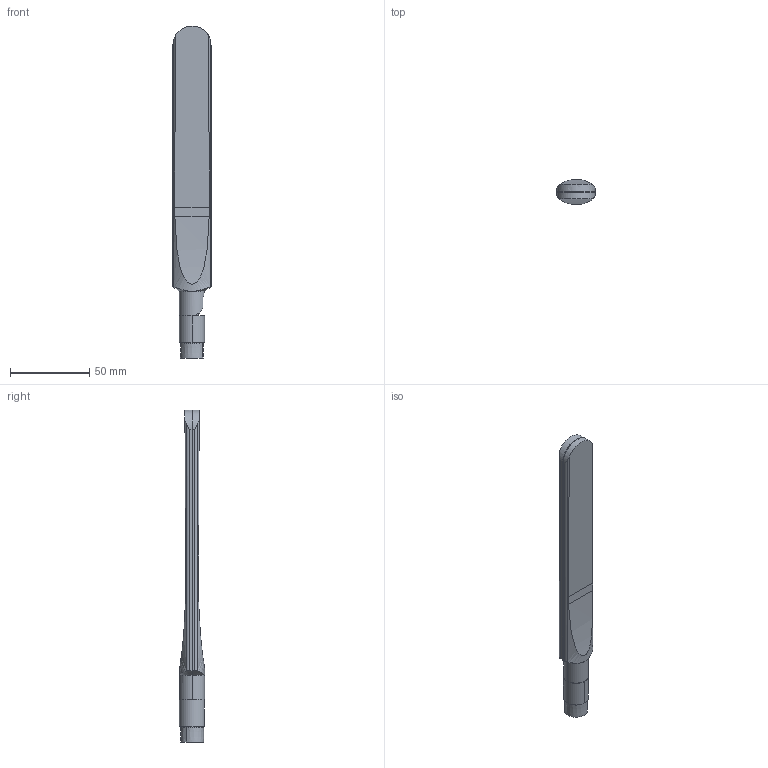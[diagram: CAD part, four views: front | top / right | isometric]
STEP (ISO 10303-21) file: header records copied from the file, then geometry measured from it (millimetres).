
FILE_DESCRIPTION(('CATIA V5 STEP Exchange','CAx-IF Rec.Pracs.--- Model Styling and Organization---1.4--- 2014-01-23'),'2;1');
FILE_NAME ('D1486723_0_2788130000_S3D_IE_ANT_CELL_SISO_EO_SMAM.stp','2021-05-20T12:47:41+00:00',('none'),('Weidmueller'),'CATIA Version 5-6 Release 2016 SP3 HF44','CATIA V5 STEP AP214','none');
FILE_SCHEMA(('AUTOMOTIVE_DESIGN { 1 0 10303 214 1 1 1 1 }'));
Length unit declared in the file: millimetre
Products named in the file (1): S3D_IE_ANT_CELL_SISO_EO_SMAM
Bounding box: 24 x 15.8 x 208.98 mm (x, y, z)
Volume: 42006.2 mm3; surface area: 14199.3 mm2
Topology: 2 solids, 2 shells, 57 faces, 146 edges, 96 vertices
Faces by surface type: plane 29, cylinder 18, cone 6, extrusion 4
Entity records: 2080 total; most frequent: CARTESIAN_POINT 728, ORIENTED_EDGE 292, DIRECTION 197, EDGE_CURVE 146, VERTEX_POINT 96, VECTOR 78, AXIS2_PLACEMENT_3D 75, LINE 74
